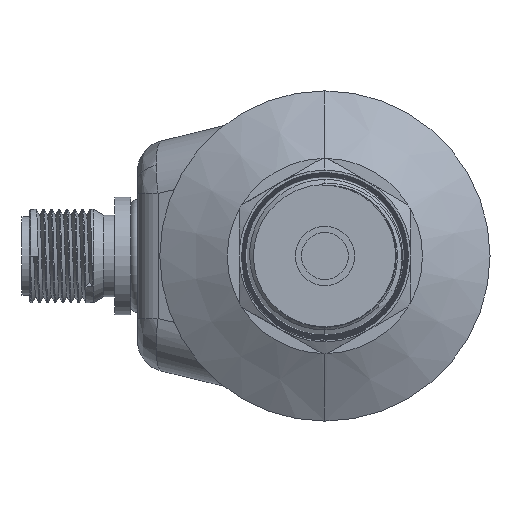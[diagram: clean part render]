
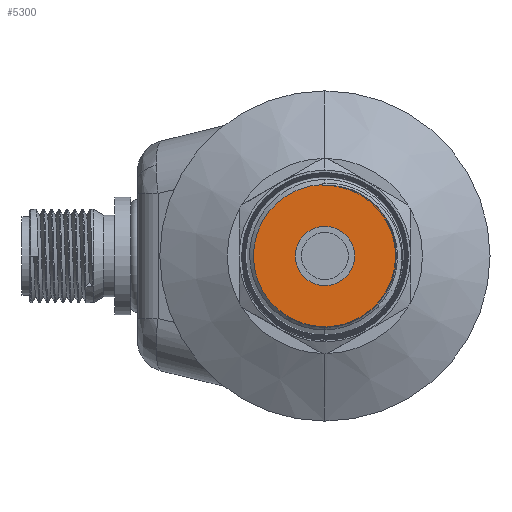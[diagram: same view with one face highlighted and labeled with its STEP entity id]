
A CAD part, front view. The second image highlights one B-rep face of the part: STEP entity #5300.
In plain terms, the highlighted planar face has unit normal (0, -1, 0).
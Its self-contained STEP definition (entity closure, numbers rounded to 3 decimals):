
#136 = EDGE_CURVE ( 'NONE', #17903, #21322, #20372, .T. ) ;
#556 = CIRCLE ( 'NONE', #10190, 9.156 ) ;
#966 = CARTESIAN_POINT ( 'NONE',  ( 0., -55.99, -9.156 ) ) ;
#1537 = EDGE_LOOP ( 'NONE', ( #14873, #20647 ) ) ;
#1854 = CIRCLE ( 'NONE', #18378, 3.8 ) ;
#2614 = DIRECTION ( 'NONE',  ( 0., 0., -1. ) ) ;
#2798 = DIRECTION ( 'NONE',  ( 0., -1., 0. ) ) ;
#2880 = CARTESIAN_POINT ( 'NONE',  ( 0., -55.99, 0. ) ) ;
#3009 = EDGE_CURVE ( 'NONE', #11102, #8805, #18926, .T. ) ;
#3130 = AXIS2_PLACEMENT_3D ( 'NONE', #2880, #2798, #2614 ) ;
#3622 = ORIENTED_EDGE ( 'NONE', *, *, #3009, .T. ) ;
#3815 = CARTESIAN_POINT ( 'NONE',  ( 0., -55.99, 0. ) ) ;
#4006 = DIRECTION ( 'NONE',  ( 0., 0., -1. ) ) ;
#4080 = DIRECTION ( 'NONE',  ( 0., -1., 0. ) ) ;
#4229 = PLANE ( 'NONE',  #12486 ) ;
#4441 = CARTESIAN_POINT ( 'NONE',  ( 0., -55.99, 0. ) ) ;
#4443 = CARTESIAN_POINT ( 'NONE',  ( 0., -55.99, 0. ) ) ;
#5223 = CARTESIAN_POINT ( 'NONE',  ( -0.347, -55.99, 9.03 ) ) ;
#5286 = FACE_OUTER_BOUND ( 'NONE', #14966, .T. ) ;
#5300 = ADVANCED_FACE ( 'NONE', ( #5286, #9741 ), #4229, .T. ) ;
#5574 = DIRECTION ( 'NONE',  ( 0., 0., -1. ) ) ;
#5991 = EDGE_CURVE ( 'NONE', #8805, #17903, #556, .T. ) ;
#6028 = CARTESIAN_POINT ( 'NONE',  ( -0.347, -55.99, 9.03 ) ) ;
#6070 = CARTESIAN_POINT ( 'NONE',  ( 0., -55.99, 0. ) ) ;
#6096 = CARTESIAN_POINT ( 'NONE',  ( 0.236, -55.99, 9.072 ) ) ;
#6174 = CARTESIAN_POINT ( 'NONE',  ( 0.824, -55.99, 9.057 ) ) ;
#6190 = DIRECTION ( 'NONE',  ( 0., 0., -1. ) ) ;
#6225 = CARTESIAN_POINT ( 'NONE',  ( 3.088, -55.99, 8.619 ) ) ;
#6378 = CARTESIAN_POINT ( 'NONE',  ( 2.537, -55.99, 8.796 ) ) ;
#6473 = CARTESIAN_POINT ( 'NONE',  ( 1.973, -55.99, 8.919 ) ) ;
#7743 = DIRECTION ( 'NONE',  ( 0., 0., -1. ) ) ;
#8805 = VERTEX_POINT ( 'NONE', #966 ) ;
#9741 = FACE_BOUND ( 'NONE', #1537, .T. ) ;
#9944 = CARTESIAN_POINT ( 'NONE',  ( 0., -55.99, -3.8 ) ) ;
#10190 = AXIS2_PLACEMENT_3D ( 'NONE', #6070, #17690, #7743 ) ;
#10446 = CARTESIAN_POINT ( 'NONE',  ( 3.088, -55.99, 8.619 ) ) ;
#10651 = CARTESIAN_POINT ( 'NONE',  ( 0., -55.99, 0. ) ) ;
#11102 = VERTEX_POINT ( 'NONE', #15915 ) ;
#11266 = VERTEX_POINT ( 'NONE', #19516 ) ;
#12486 = AXIS2_PLACEMENT_3D ( 'NONE', #4443, #4080, #4006 ) ;
#13691 = EDGE_CURVE ( 'NONE', #11266, #14147, #18649, .T. ) ;
#13985 = DIRECTION ( 'NONE',  ( 0.038, 0., -0.999 ) ) ;
#14147 = VERTEX_POINT ( 'NONE', #9944 ) ;
#14873 = ORIENTED_EDGE ( 'NONE', *, *, #13691, .F. ) ;
#14966 = EDGE_LOOP ( 'NONE', ( #20171, #3622, #16438, #21683 ) ) ;
#15510 = DIRECTION ( 'NONE',  ( 0., -1., 0. ) ) ;
#15877 = EDGE_CURVE ( 'NONE', #14147, #11266, #1854, .T. ) ;
#15915 = CARTESIAN_POINT ( 'NONE',  ( -0.351, -55.99, 9.149 ) ) ;
#15938 = LINE ( 'NONE', #10651, #16060 ) ;
#16060 = VECTOR ( 'NONE', #13985, 1000. ) ;
#16096 = DIRECTION ( 'NONE',  ( 0., -1., 0. ) ) ;
#16438 = ORIENTED_EDGE ( 'NONE', *, *, #5991, .T. ) ;
#17210 = AXIS2_PLACEMENT_3D ( 'NONE', #3815, #15510, #5574 ) ;
#17690 = DIRECTION ( 'NONE',  ( 0., -1., 0. ) ) ;
#17903 = VERTEX_POINT ( 'NONE', #10446 ) ;
#18148 = EDGE_CURVE ( 'NONE', #11102, #21322, #15938, .T. ) ;
#18378 = AXIS2_PLACEMENT_3D ( 'NONE', #4441, #16096, #6190 ) ;
#18649 = CIRCLE ( 'NONE', #17210, 3.8 ) ;
#18926 = CIRCLE ( 'NONE', #3130, 9.156 ) ;
#19516 = CARTESIAN_POINT ( 'NONE',  ( 0., -55.99, 3.8 ) ) ;
#20171 = ORIENTED_EDGE ( 'NONE', *, *, #18148, .F. ) ;
#20372 = B_SPLINE_CURVE_WITH_KNOTS ( 'NONE', 3,
 ( #6225, #6378, #6473, #6174, #6096, #6028 ),
 .UNSPECIFIED., .F., .F.,
 ( 4, 2, 4 ),
 ( 0.009, 0.011, 0.013 ),
 .UNSPECIFIED. ) ;
#20647 = ORIENTED_EDGE ( 'NONE', *, *, #15877, .F. ) ;
#21322 = VERTEX_POINT ( 'NONE', #5223 ) ;
#21683 = ORIENTED_EDGE ( 'NONE', *, *, #136, .T. ) ;
